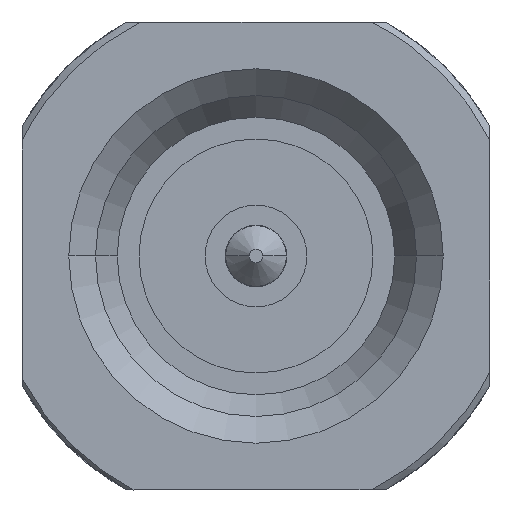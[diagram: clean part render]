
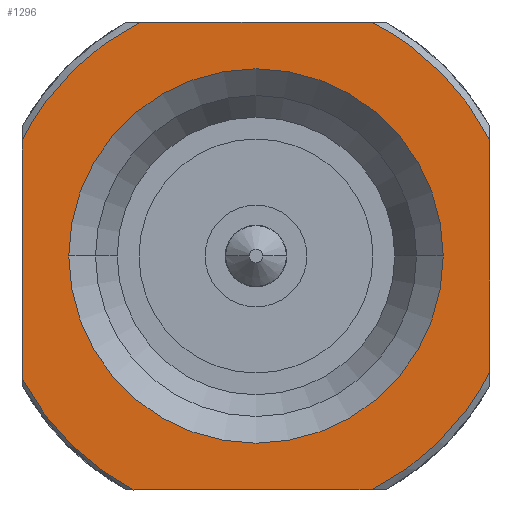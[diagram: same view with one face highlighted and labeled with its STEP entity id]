
A CAD part, left-side view. The second image highlights one B-rep face of the part: STEP entity #1296.
In plain terms, the highlighted planar face has unit normal (-1, 0, 0).
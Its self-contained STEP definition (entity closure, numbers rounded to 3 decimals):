
#137=CARTESIAN_POINT('',(0.,0.,0.));
#138=DIRECTION('',(-1.,0.,0.));
#139=DIRECTION('',(0.,1.,0.));
#140=AXIS2_PLACEMENT_3D('',#137,#138,#139);
#142=CARTESIAN_POINT('',(0.,0.,0.));
#143=DIRECTION('',(-1.,0.,0.));
#144=DIRECTION('',(0.,-1.,0.));
#145=AXIS2_PLACEMENT_3D('',#142,#143,#144);
#147=DIRECTION('',(0.,0.,-1.));
#148=VECTOR('',#147,3.551);
#149=CARTESIAN_POINT('',(0.,3.5,1.72));
#150=LINE('',#149,#148);
#151=DIRECTION('',(0.,1.,0.));
#152=VECTOR('',#151,3.441);
#153=CARTESIAN_POINT('',(0.,-1.721,3.5));
#154=LINE('',#153,#152);
#155=DIRECTION('',(0.,0.,1.));
#156=VECTOR('',#155,3.441);
#157=CARTESIAN_POINT('',(0.,-3.5,
-1.72));
#158=LINE('',#157,#156);
#159=DIRECTION('',(0.,-1.,0.));
#160=VECTOR('',#159,3.552);
#161=CARTESIAN_POINT('',(0.,1.831,-3.5));
#162=LINE('',#161,#160);
#163=CARTESIAN_POINT('',(0.,3.5,
-1.831));
#164=CARTESIAN_POINT('',(0.,3.425,
-1.974));
#165=CARTESIAN_POINT('',(0.,3.26,-2.248));
#166=CARTESIAN_POINT('',(0.,2.962,
-2.628));
#167=CARTESIAN_POINT('',(0.,2.622,-2.967));
#168=CARTESIAN_POINT('',(0.,2.247,
-3.26));
#169=CARTESIAN_POINT('',(0.,1.974,-3.425));
#170=CARTESIAN_POINT('',(0.,1.831,-3.5));
#195=CARTESIAN_POINT('',(0.,1.831,-3.5));
#205=CARTESIAN_POINT('',(0.,-1.72,
-3.5));
#288=CARTESIAN_POINT('',(0.,3.5,
-1.831));
#303=CARTESIAN_POINT('',(0.,3.5,1.72));
#712=CARTESIAN_POINT('',(0.,-1.721,3.5));
#722=CARTESIAN_POINT('',(0.,1.72,3.5));
#768=CARTESIAN_POINT('',(0.,-3.5,
-1.72));
#778=CARTESIAN_POINT('',(0.,-3.5,
1.72));
#793=CARTESIAN_POINT('',(0.,-1.72,
-3.5));
#794=CARTESIAN_POINT('',(0.,-1.875,
-3.424));
#795=CARTESIAN_POINT('',(0.,-2.171,
-3.254));
#796=CARTESIAN_POINT('',(0.,-2.58,
-2.94));
#797=CARTESIAN_POINT('',(0.,-2.943,
-2.577));
#798=CARTESIAN_POINT('',(0.,-3.256,
-2.167));
#799=CARTESIAN_POINT('',(0.,-3.425,
-1.873));
#800=CARTESIAN_POINT('',(0.,-3.5,
-1.72));
#807=CARTESIAN_POINT('',(0.,-3.5,
1.72));
#808=CARTESIAN_POINT('',(0.,-3.424,
1.875));
#809=CARTESIAN_POINT('',(0.,-3.253,2.171));
#810=CARTESIAN_POINT('',(0.,-2.939,
2.581));
#811=CARTESIAN_POINT('',(0.,-2.576,2.943));
#812=CARTESIAN_POINT('',(0.,-2.17,
3.254));
#813=CARTESIAN_POINT('',(0.,-1.875,3.424));
#814=CARTESIAN_POINT('',(0.,-1.721,3.5));
#847=CARTESIAN_POINT('',(0.,1.72,3.5));
#848=CARTESIAN_POINT('',(0.,1.875,3.424));
#849=CARTESIAN_POINT('',(0.,2.171,3.254));
#850=CARTESIAN_POINT('',(0.,2.58,2.94));
#851=CARTESIAN_POINT('',(0.,2.943,2.577));
#852=CARTESIAN_POINT('',(0.,3.256,2.167));
#853=CARTESIAN_POINT('',(0.,3.425,1.873));
#854=CARTESIAN_POINT('',(0.,3.5,1.72));
#911=CARTESIAN_POINT('',(0.,2.8,0.));
#912=CARTESIAN_POINT('',(0.,-2.8,0.));
#913=VERTEX_POINT('',#911);
#914=VERTEX_POINT('',#912);
#1039=VERTEX_POINT('',#195);
#1042=VERTEX_POINT('',#288);
#1043=VERTEX_POINT('',#768);
#1046=VERTEX_POINT('',#205);
#1047=VERTEX_POINT('',#712);
#1050=VERTEX_POINT('',#778);
#1051=VERTEX_POINT('',#303);
#1054=VERTEX_POINT('',#722);
#1269=CARTESIAN_POINT('',(0.,0.,0.));
#1270=DIRECTION('',(1.,0.,0.));
#1271=DIRECTION('',(0.,-1.,0.));
#1272=AXIS2_PLACEMENT_3D('',#1269,#1270,#1271);
#1273=PLANE('',#1272);
#1275=ORIENTED_EDGE('',*,*,#1274,.F.);
#1277=ORIENTED_EDGE('',*,*,#1276,.F.);
#1279=ORIENTED_EDGE('',*,*,#1278,.F.);
#1281=ORIENTED_EDGE('',*,*,#1280,.F.);
#1283=ORIENTED_EDGE('',*,*,#1282,.F.);
#1285=ORIENTED_EDGE('',*,*,#1284,.F.);
#1287=ORIENTED_EDGE('',*,*,#1286,.F.);
#1289=ORIENTED_EDGE('',*,*,#1288,.F.);
#1290=EDGE_LOOP('',(#1275,#1277,#1279,#1281,#1283,#1285,#1287,#1289));
#1291=FACE_OUTER_BOUND('',#1290,.F.);
#1292=ORIENTED_EDGE('',*,*,#1249,.T.);
#1293=ORIENTED_EDGE('',*,*,#1263,.T.);
#1294=EDGE_LOOP('',(#1292,#1293));
#1295=FACE_BOUND('',#1294,.F.);
#141=CIRCLE('',#140,2.8);
#146=CIRCLE('',#145,2.8);
#171=B_SPLINE_CURVE_WITH_KNOTS('',3,(#163,#164,#165,#166,#167,#168,#169,#170),
.UNSPECIFIED.,.F.,.F.,(4,1,1,1,1,4),(0.,0.2,0.4,0.6,0.8,1.),
.UNSPECIFIED.);
#801=B_SPLINE_CURVE_WITH_KNOTS('',3,(#793,#794,#795,#796,#797,#798,#799,#800),
.UNSPECIFIED.,.F.,.F.,(4,1,1,1,1,4),(0.,0.2,0.4,0.6,0.8,1.),
.UNSPECIFIED.);
#815=B_SPLINE_CURVE_WITH_KNOTS('',3,(#807,#808,#809,#810,#811,#812,#813,#814),
.UNSPECIFIED.,.F.,.F.,(4,1,1,1,1,4),(0.,0.2,0.4,0.6,0.8,1.),
.UNSPECIFIED.);
#855=B_SPLINE_CURVE_WITH_KNOTS('',3,(#847,#848,#849,#850,#851,#852,#853,#854),
.UNSPECIFIED.,.F.,.F.,(4,1,1,1,1,4),(0.,0.2,0.4,0.6,0.8,1.),
.UNSPECIFIED.);
#1249=EDGE_CURVE('',#913,#914,#141,.T.);
#1263=EDGE_CURVE('',#914,#913,#146,.T.);
#1274=EDGE_CURVE('',#1042,#1039,#171,.T.);
#1276=EDGE_CURVE('',#1051,#1042,#150,.T.);
#1278=EDGE_CURVE('',#1054,#1051,#855,.T.);
#1280=EDGE_CURVE('',#1047,#1054,#154,.T.);
#1282=EDGE_CURVE('',#1050,#1047,#815,.T.);
#1284=EDGE_CURVE('',#1043,#1050,#158,.T.);
#1286=EDGE_CURVE('',#1046,#1043,#801,.T.);
#1288=EDGE_CURVE('',#1039,#1046,#162,.T.);
#1296=ADVANCED_FACE('',(#1291,#1295),#1273,.F.);
